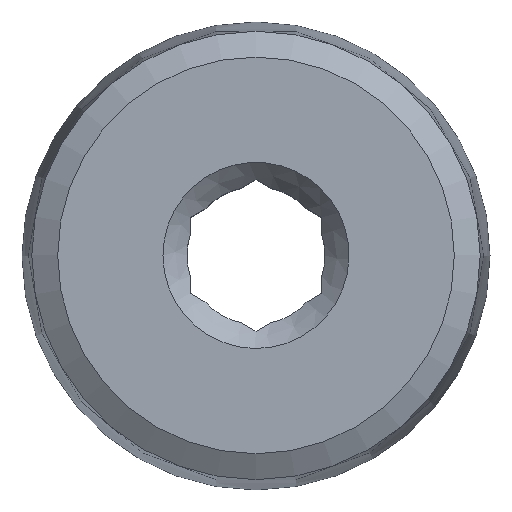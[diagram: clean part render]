
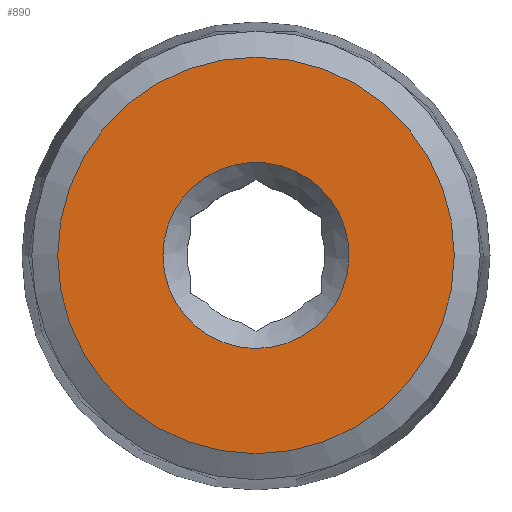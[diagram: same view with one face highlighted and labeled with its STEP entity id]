
A CAD part, top view. The second image highlights one B-rep face of the part: STEP entity #890.
In plain terms, the highlighted planar face has unit normal (0, 0, 1).
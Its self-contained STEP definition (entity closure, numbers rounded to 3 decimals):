
#38=PLANE('',#962);
#87=CIRCLE('',#963,9.059);
#88=CIRCLE('',#964,4.25);
#145=ORIENTED_EDGE('',*,*,#283,.F.);
#146=ORIENTED_EDGE('',*,*,#284,.T.);
#283=EDGE_CURVE('',#359,#359,#87,.T.);
#284=EDGE_CURVE('',#360,#360,#88,.T.);
#359=VERTEX_POINT('',#1268);
#360=VERTEX_POINT('',#1270);
#476=EDGE_LOOP('',(#145));
#477=EDGE_LOOP('',(#146));
#540=FACE_BOUND('',#476,.T.);
#541=FACE_BOUND('',#477,.T.);
#890=ADVANCED_FACE('',(#540,#541),#38,.F.);
#962=AXIS2_PLACEMENT_3D('',#1266,#1095,#1096);
#963=AXIS2_PLACEMENT_3D('',#1267,#1097,#1098);
#964=AXIS2_PLACEMENT_3D('',#1269,#1099,#1100);
#1095=DIRECTION('',(0.,0.,-1.));
#1096=DIRECTION('',(-1.,0.,0.));
#1097=DIRECTION('',(0.,0.,-1.));
#1098=DIRECTION('',(-1.,0.,0.));
#1099=DIRECTION('',(0.,0.,-1.));
#1100=DIRECTION('',(-1.,0.,0.));
#1266=CARTESIAN_POINT('',(0.,0.,15.));
#1267=CARTESIAN_POINT('',(0.,0.,15.));
#1268=CARTESIAN_POINT('',(-9.059,0.,15.));
#1269=CARTESIAN_POINT('',(0.,0.,15.));
#1270=CARTESIAN_POINT('',(-4.25,0.,15.));
